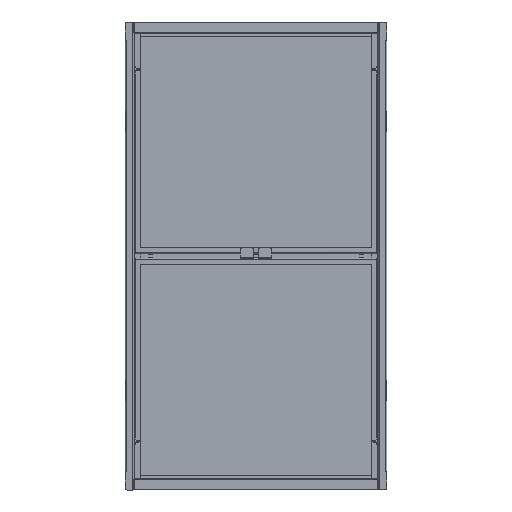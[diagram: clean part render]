
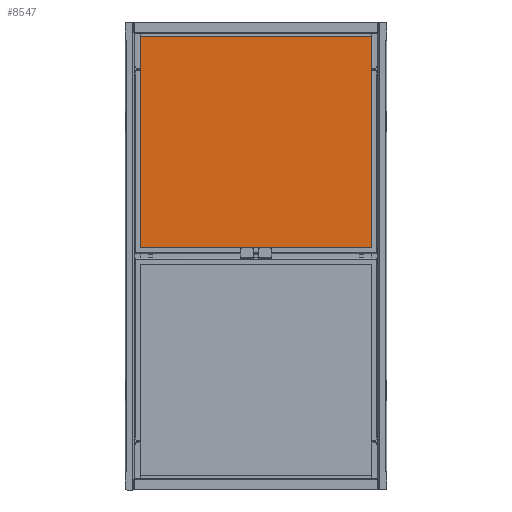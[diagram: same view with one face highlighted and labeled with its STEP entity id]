
A CAD part, front view. The second image highlights one B-rep face of the part: STEP entity #8547.
In plain terms, the highlighted face is planar.
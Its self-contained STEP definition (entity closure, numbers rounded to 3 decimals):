
#1322 = CARTESIAN_POINT ( 'NONE',  ( 320., -293., 0. ) ) ;
#1712 = CARTESIAN_POINT ( 'NONE',  ( 320., -293., 0. ) ) ;
#2105 = LINE ( 'NONE', #1322, #11126 ) ;
#2677 = EDGE_CURVE ( 'NONE', #16210, #20447, #20440, .T. ) ;
#5132 = EDGE_CURVE ( 'NONE', #8936, #26960, #7967, .T. ) ;
#5902 = CARTESIAN_POINT ( 'NONE',  ( 320., 293., 0. ) ) ;
#7100 = VECTOR ( 'NONE', #8231, 1000. ) ;
#7458 = DIRECTION ( 'NONE',  ( 0., 0., 1. ) ) ;
#7694 = DIRECTION ( 'NONE',  ( 0., 1., 0. ) ) ;
#7967 = LINE ( 'NONE', #1712, #10244 ) ;
#8231 = DIRECTION ( 'NONE',  ( -1., 0., 0. ) ) ;
#8547 = ADVANCED_FACE ( 'NONE', ( #22256 ), #18025, .F. ) ;
#8713 = AXIS2_PLACEMENT_3D ( 'NONE', #12056, #7458, #20559 ) ;
#8936 = VERTEX_POINT ( 'NONE', #18528 ) ;
#9064 = ORIENTED_EDGE ( 'NONE', *, *, #5132, .F. ) ;
#10244 = VECTOR ( 'NONE', #7694, 1000. ) ;
#10293 = CARTESIAN_POINT ( 'NONE',  ( -320., -293., 0. ) ) ;
#10500 = ORIENTED_EDGE ( 'NONE', *, *, #11452, .T. ) ;
#11126 = VECTOR ( 'NONE', #24550, 1000. ) ;
#11452 = EDGE_CURVE ( 'NONE', #8936, #16210, #2105, .T. ) ;
#12044 = ORIENTED_EDGE ( 'NONE', *, *, #2677, .T. ) ;
#12056 = CARTESIAN_POINT ( 'NONE',  ( 0., 0., 0. ) ) ;
#14495 = ORIENTED_EDGE ( 'NONE', *, *, #15717, .F. ) ;
#15717 = EDGE_CURVE ( 'NONE', #26960, #20447, #27204, .T. ) ;
#16210 = VERTEX_POINT ( 'NONE', #10293 ) ;
#16655 = DIRECTION ( 'NONE',  ( 0., 1., 0. ) ) ;
#18025 = PLANE ( 'NONE',  #8713 ) ;
#18528 = CARTESIAN_POINT ( 'NONE',  ( 320., -293., 0. ) ) ;
#20337 = VECTOR ( 'NONE', #16655, 1000. ) ;
#20440 = LINE ( 'NONE', #27268, #20337 ) ;
#20447 = VERTEX_POINT ( 'NONE', #26683 ) ;
#20559 = DIRECTION ( 'NONE',  ( 1., 0., 0. ) ) ;
#21736 = CARTESIAN_POINT ( 'NONE',  ( 320., 293., 0. ) ) ;
#22256 = FACE_OUTER_BOUND ( 'NONE', #23810, .T. ) ;
#23810 = EDGE_LOOP ( 'NONE', ( #9064, #10500, #12044, #14495 ) ) ;
#24550 = DIRECTION ( 'NONE',  ( -1., 0., 0. ) ) ;
#26683 = CARTESIAN_POINT ( 'NONE',  ( -320., 293., 0. ) ) ;
#26960 = VERTEX_POINT ( 'NONE', #21736 ) ;
#27204 = LINE ( 'NONE', #5902, #7100 ) ;
#27268 = CARTESIAN_POINT ( 'NONE',  ( -320., -293., 0. ) ) ;
